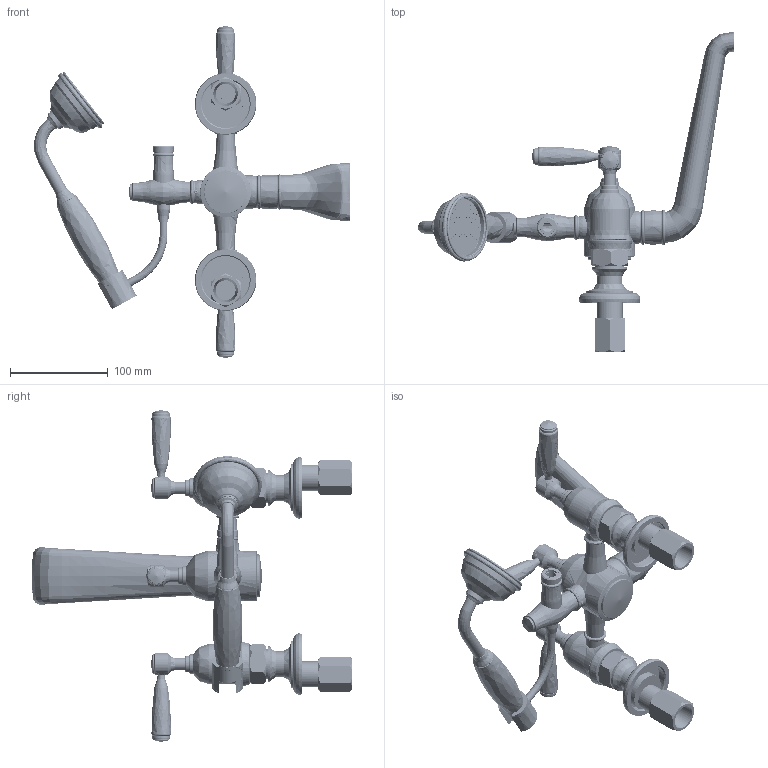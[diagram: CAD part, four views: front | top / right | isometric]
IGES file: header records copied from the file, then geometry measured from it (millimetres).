
Global section: file name: V2KA32-C M W GBC; native system: Autodesk Inventor 2018; preprocessor: unknown; author: aduggalther; date: 20180305.085509; units: millimetre
Bounding box: 323.11 x 327.87 x 339.35 mm (x, y, z)
Volume: 767691.4 mm3; surface area: 377948.2 mm2
Topology: 101 solids, 107 shells, 3028 faces, 8583 edges, 5850 vertices
Faces by surface type: bspline 3028
